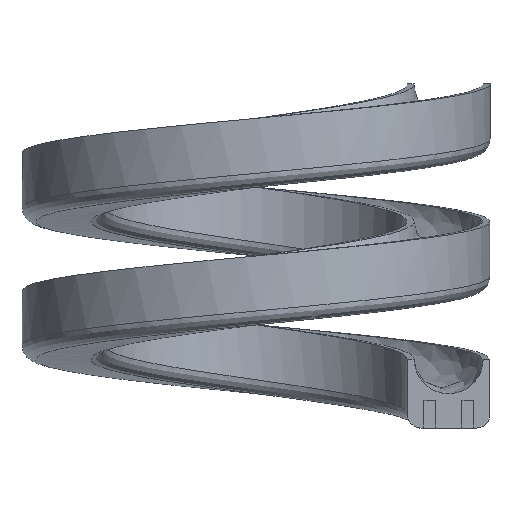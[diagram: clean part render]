
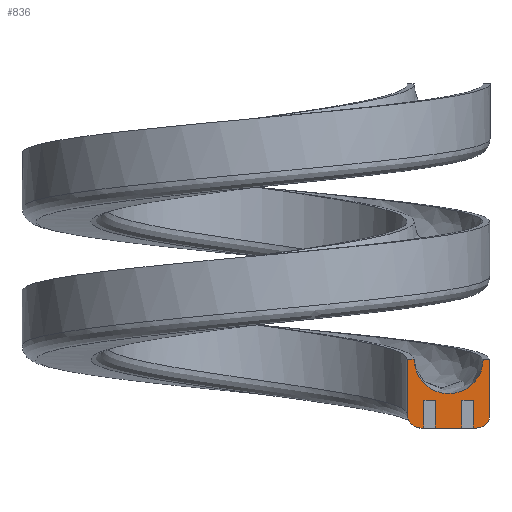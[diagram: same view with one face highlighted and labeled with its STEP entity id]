
A CAD part, front view. The second image highlights one B-rep face of the part: STEP entity #836.
In plain terms, the highlighted planar face has unit normal (0, -1, 0).
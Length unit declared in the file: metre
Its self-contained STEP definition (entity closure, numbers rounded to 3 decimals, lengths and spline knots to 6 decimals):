
#47=CIRCLE('',#909,0.005);
#49=CIRCLE('',#914,0.0125);
#51=CIRCLE('',#919,0.005);
#132=ORIENTED_EDGE('',*,*,#310,.F.);
#133=ORIENTED_EDGE('',*,*,#314,.T.);
#134=ORIENTED_EDGE('',*,*,#317,.T.);
#135=ORIENTED_EDGE('',*,*,#320,.T.);
#136=ORIENTED_EDGE('',*,*,#323,.T.);
#137=ORIENTED_EDGE('',*,*,#326,.T.);
#138=ORIENTED_EDGE('',*,*,#329,.T.);
#139=ORIENTED_EDGE('',*,*,#332,.T.);
#140=ORIENTED_EDGE('',*,*,#335,.T.);
#141=ORIENTED_EDGE('',*,*,#338,.T.);
#142=ORIENTED_EDGE('',*,*,#341,.T.);
#143=ORIENTED_EDGE('',*,*,#344,.T.);
#144=ORIENTED_EDGE('',*,*,#347,.F.);
#145=ORIENTED_EDGE('',*,*,#350,.T.);
#146=ORIENTED_EDGE('',*,*,#353,.T.);
#147=ORIENTED_EDGE('',*,*,#355,.F.);
#310=EDGE_CURVE('',#430,#431,#510,.T.);
#314=EDGE_CURVE('',#430,#433,#514,.T.);
#317=EDGE_CURVE('',#433,#435,#47,.T.);
#320=EDGE_CURVE('',#435,#437,#518,.F.);
#323=EDGE_CURVE('',#437,#439,#521,.F.);
#326=EDGE_CURVE('',#439,#441,#49,.F.);
#329=EDGE_CURVE('',#441,#443,#525,.F.);
#332=EDGE_CURVE('',#443,#445,#528,.T.);
#335=EDGE_CURVE('',#445,#447,#51,.T.);
#338=EDGE_CURVE('',#447,#449,#532,.T.);
#341=EDGE_CURVE('',#449,#451,#535,.T.);
#344=EDGE_CURVE('',#451,#453,#538,.T.);
#347=EDGE_CURVE('',#455,#453,#541,.T.);
#350=EDGE_CURVE('',#455,#457,#544,.T.);
#353=EDGE_CURVE('',#457,#459,#547,.T.);
#355=EDGE_CURVE('',#431,#459,#549,.T.);
#430=VERTEX_POINT('',#1178);
#431=VERTEX_POINT('',#1180);
#433=VERTEX_POINT('',#1186);
#435=VERTEX_POINT('',#1192);
#437=VERTEX_POINT('',#1198);
#439=VERTEX_POINT('',#1204);
#441=VERTEX_POINT('',#1210);
#443=VERTEX_POINT('',#1216);
#445=VERTEX_POINT('',#1222);
#447=VERTEX_POINT('',#1228);
#449=VERTEX_POINT('',#1234);
#451=VERTEX_POINT('',#1240);
#453=VERTEX_POINT('',#1246);
#455=VERTEX_POINT('',#1252);
#457=VERTEX_POINT('',#1258);
#459=VERTEX_POINT('',#1264);
#510=LINE('',#1179,#604);
#514=LINE('',#1187,#608);
#518=LINE('',#1199,#612);
#521=LINE('',#1205,#615);
#525=LINE('',#1217,#619);
#528=LINE('',#1223,#622);
#532=LINE('',#1235,#626);
#535=LINE('',#1241,#629);
#538=LINE('',#1247,#632);
#541=LINE('',#1253,#635);
#544=LINE('',#1259,#638);
#547=LINE('',#1265,#641);
#549=LINE('',#1268,#643);
#604=VECTOR('',#968,1.);
#608=VECTOR('',#974,1.);
#612=VECTOR('',#986,1.);
#615=VECTOR('',#991,1.);
#619=VECTOR('',#1003,1.);
#622=VECTOR('',#1008,1.);
#626=VECTOR('',#1020,1.);
#629=VECTOR('',#1025,1.);
#632=VECTOR('',#1030,1.);
#635=VECTOR('',#1035,1.);
#638=VECTOR('',#1040,1.);
#641=VECTOR('',#1045,1.);
#643=VECTOR('',#1049,1.);
#712=EDGE_LOOP('',(#132,#133,#134,#135,#136,#137,#138,#139,#140,#141,#142,
#143,#144,#145,#146,#147));
#758=FACE_BOUND('',#712,.T.);
#801=PLANE('',#927);
#836=ADVANCED_FACE('',(#758),#801,.T.);
#909=AXIS2_PLACEMENT_3D('',#1193,#980,#981);
#914=AXIS2_PLACEMENT_3D('',#1211,#997,#998);
#919=AXIS2_PLACEMENT_3D('',#1229,#1014,#1015);
#927=AXIS2_PLACEMENT_3D('',#1269,#1050,#1051);
#968=DIRECTION('',(0.,0.,1.));
#974=DIRECTION('',(1.,0.,0.));
#980=DIRECTION('',(0.,-1.,0.));
#981=DIRECTION('',(0.,0.,-1.));
#986=DIRECTION('',(0.,0.,-1.));
#991=DIRECTION('',(1.,0.,0.));
#997=DIRECTION('',(0.,-1.,0.));
#998=DIRECTION('',(0.,0.,-1.));
#1003=DIRECTION('',(1.,0.,0.));
#1008=DIRECTION('',(0.,0.,-1.));
#1014=DIRECTION('',(0.,-1.,0.));
#1015=DIRECTION('',(0.,0.,-1.));
#1020=DIRECTION('',(1.,0.,0.));
#1025=DIRECTION('',(0.,0.,1.));
#1030=DIRECTION('',(1.,0.,0.));
#1035=DIRECTION('',(0.,0.,1.));
#1040=DIRECTION('',(1.,0.,0.));
#1045=DIRECTION('',(0.,0.,1.));
#1049=DIRECTION('',(-1.,0.,0.));
#1050=DIRECTION('',(0.,-1.,0.));
#1051=DIRECTION('',(1.,0.,0.));
#1178=CARTESIAN_POINT('',(0.079,-0.29,0.0275));
#1179=CARTESIAN_POINT('',(0.079,-0.29,0.03255));
#1180=CARTESIAN_POINT('',(0.079,-0.29,0.0376));
#1186=CARTESIAN_POINT('',(0.08,-0.29,0.0275));
#1187=CARTESIAN_POINT('',(0.07,-0.29,0.0275));
#1192=CARTESIAN_POINT('',(0.085,-0.29,0.0325));
#1193=CARTESIAN_POINT('',(0.08,-0.29,0.0325));
#1198=CARTESIAN_POINT('',(0.085,-0.29,0.0525));
#1199=CARTESIAN_POINT('',(0.085,-0.29,0.04));
#1204=CARTESIAN_POINT('',(0.0825,-0.29,0.0525));
#1205=CARTESIAN_POINT('',(0.08375,-0.29,0.0525));
#1210=CARTESIAN_POINT('',(0.0575,-0.29,0.0525));
#1211=CARTESIAN_POINT('',(0.07,-0.29,0.0525));
#1216=CARTESIAN_POINT('',(0.055,-0.29,0.0525));
#1217=CARTESIAN_POINT('',(0.05625,-0.29,0.0525));
#1222=CARTESIAN_POINT('',(0.055,-0.29,0.0325));
#1223=CARTESIAN_POINT('',(0.055,-0.29,0.04));
#1228=CARTESIAN_POINT('',(0.06,-0.29,0.0275));
#1229=CARTESIAN_POINT('',(0.06,-0.29,0.0325));
#1234=CARTESIAN_POINT('',(0.061,-0.29,0.0275));
#1235=CARTESIAN_POINT('',(0.07,-0.29,0.0275));
#1240=CARTESIAN_POINT('',(0.061,-0.29,0.0376));
#1241=CARTESIAN_POINT('',(0.061,-0.29,0.03255));
#1246=CARTESIAN_POINT('',(0.0652,-0.29,0.0376));
#1247=CARTESIAN_POINT('',(0.0631,-0.29,0.0376));
#1252=CARTESIAN_POINT('',(0.0652,-0.29,0.0275));
#1253=CARTESIAN_POINT('',(0.0652,-0.29,0.03255));
#1258=CARTESIAN_POINT('',(0.0748,-0.29,0.0275));
#1259=CARTESIAN_POINT('',(0.07,-0.29,0.0275));
#1264=CARTESIAN_POINT('',(0.0748,-0.29,0.0376));
#1265=CARTESIAN_POINT('',(0.0748,-0.29,0.03255));
#1268=CARTESIAN_POINT('',(0.0769,-0.29,0.0376));
#1269=CARTESIAN_POINT('',(0.07,-0.29,0.04));
